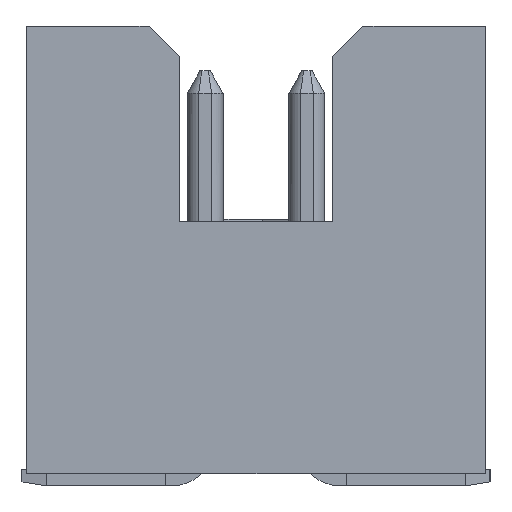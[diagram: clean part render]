
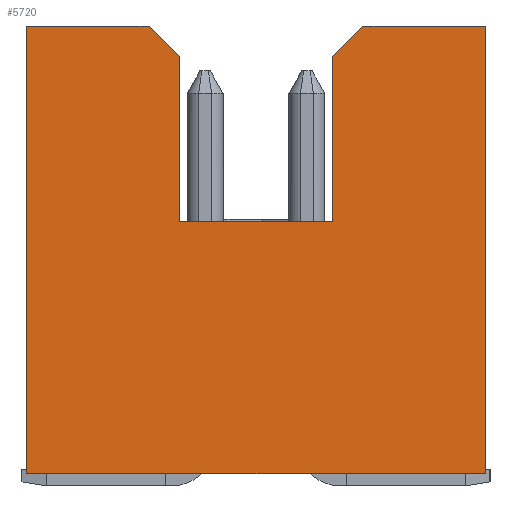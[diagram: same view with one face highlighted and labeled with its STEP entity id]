
A CAD part, left-side view. The second image highlights one B-rep face of the part: STEP entity #5720.
In plain terms, the highlighted planar face has unit normal (-1, 0, 0).
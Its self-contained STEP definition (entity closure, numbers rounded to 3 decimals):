
#195=CARTESIAN_POINT('',(-1.59,2.86,2.794));
#196=VERTEX_POINT('',#195);
#203=CARTESIAN_POINT('',(-1.59,1.335,2.794));
#204=VERTEX_POINT('',#203);
#205=CARTESIAN_POINT('',(-1.59,2.86,2.794));
#206=DIRECTION('',(0.,-1.,0.));
#207=VECTOR('',#206,1.525);
#208=LINE('',#205,#207);
#209=EDGE_CURVE('',#196,#204,#208,.T.);
#2352=CARTESIAN_POINT('',(-1.59,2.86,-2.794));
#2353=VERTEX_POINT('',#2352);
#2360=CARTESIAN_POINT('',(-1.59,2.86,-2.794));
#2361=DIRECTION('',(0.,0.,1.));
#2362=VECTOR('',#2361,5.588);
#2363=LINE('',#2360,#2362);
#2364=EDGE_CURVE('',#2353,#196,#2363,.T.);
#2917=CARTESIAN_POINT('',(-1.59,-2.86,2.794));
#2918=VERTEX_POINT('',#2917);
#2925=CARTESIAN_POINT('',(-1.59,-2.86,-2.794));
#2926=VERTEX_POINT('',#2925);
#2927=CARTESIAN_POINT('',(-1.59,-2.86,2.794));
#2928=DIRECTION('',(0.,0.,-1.));
#2929=VECTOR('',#2928,5.588);
#2930=LINE('',#2927,#2929);
#2931=EDGE_CURVE('',#2918,#2926,#2930,.T.);
#3458=CARTESIAN_POINT('',(-1.59,-1.335,2.794));
#3459=VERTEX_POINT('',#3458);
#3466=CARTESIAN_POINT('',(-1.59,-1.335,2.794));
#3467=DIRECTION('',(0.,-1.,0.));
#3468=VECTOR('',#3467,1.525);
#3469=LINE('',#3466,#3468);
#3470=EDGE_CURVE('',#3459,#2918,#3469,.T.);
#5665=CARTESIAN_POINT('',(-1.59,0.,0.));
#5666=DIRECTION('',(0.,0.,-1.));
#5667=DIRECTION('',(-1.,-0.,-0.));
#5668=AXIS2_PLACEMENT_3D('',#5665,#5667,#5666);
#5669=PLANE('',#5668);
#5670=ORIENTED_EDGE('',*,*,#2931,.F.);
#5671=ORIENTED_EDGE('',*,*,#3470,.F.);
#5672=CARTESIAN_POINT('',(-1.59,-0.955,2.414));
#5673=VERTEX_POINT('',#5672);
#5674=CARTESIAN_POINT('',(-1.59,-1.335,2.794));
#5675=DIRECTION('',(0.,0.707,-0.707));
#5676=VECTOR('',#5675,0.537);
#5677=LINE('',#5674,#5676);
#5678=EDGE_CURVE('',#3459,#5673,#5677,.T.);
#5679=ORIENTED_EDGE('',*,*,#5678,.T.);
#5680=CARTESIAN_POINT('',(-1.59,-0.955,0.354));
#5681=VERTEX_POINT('',#5680);
#5682=CARTESIAN_POINT('',(-1.59,-0.955,2.414));
#5683=DIRECTION('',(0.,0.,-1.));
#5684=VECTOR('',#5683,2.06);
#5685=LINE('',#5682,#5684);
#5686=EDGE_CURVE('',#5673,#5681,#5685,.T.);
#5687=ORIENTED_EDGE('',*,*,#5686,.T.);
#5688=CARTESIAN_POINT('',(-1.59,0.955,0.354));
#5689=VERTEX_POINT('',#5688);
#5690=CARTESIAN_POINT('',(-1.59,-0.955,0.354));
#5691=DIRECTION('',(0.,1.,0.));
#5692=VECTOR('',#5691,1.91);
#5693=LINE('',#5690,#5692);
#5694=EDGE_CURVE('',#5681,#5689,#5693,.T.);
#5695=ORIENTED_EDGE('',*,*,#5694,.T.);
#5696=CARTESIAN_POINT('',(-1.59,0.955,2.414));
#5697=VERTEX_POINT('',#5696);
#5698=CARTESIAN_POINT('',(-1.59,0.955,0.354));
#5699=DIRECTION('',(0.,0.,1.));
#5700=VECTOR('',#5699,2.06);
#5701=LINE('',#5698,#5700);
#5702=EDGE_CURVE('',#5689,#5697,#5701,.T.);
#5703=ORIENTED_EDGE('',*,*,#5702,.T.);
#5704=CARTESIAN_POINT('',(-1.59,0.955,2.414));
#5705=DIRECTION('',(0.,0.707,0.707));
#5706=VECTOR('',#5705,0.537);
#5707=LINE('',#5704,#5706);
#5708=EDGE_CURVE('',#5697,#204,#5707,.T.);
#5709=ORIENTED_EDGE('',*,*,#5708,.T.);
#5710=ORIENTED_EDGE('',*,*,#209,.F.);
#5711=ORIENTED_EDGE('',*,*,#2364,.F.);
#5712=CARTESIAN_POINT('',(-1.59,2.86,-2.794));
#5713=DIRECTION('',(0.,-1.,0.));
#5714=VECTOR('',#5713,5.72);
#5715=LINE('',#5712,#5714);
#5716=EDGE_CURVE('',#2353,#2926,#5715,.T.);
#5717=ORIENTED_EDGE('',*,*,#5716,.T.);
#5718=EDGE_LOOP('',(#5670,#5671,#5679,#5687,#5695,#5703,#5709,#5710,#5711,#5717));
#5719=FACE_OUTER_BOUND('',#5718,.T.);
#5720=ADVANCED_FACE('',(#5719),#5669,.T.);
